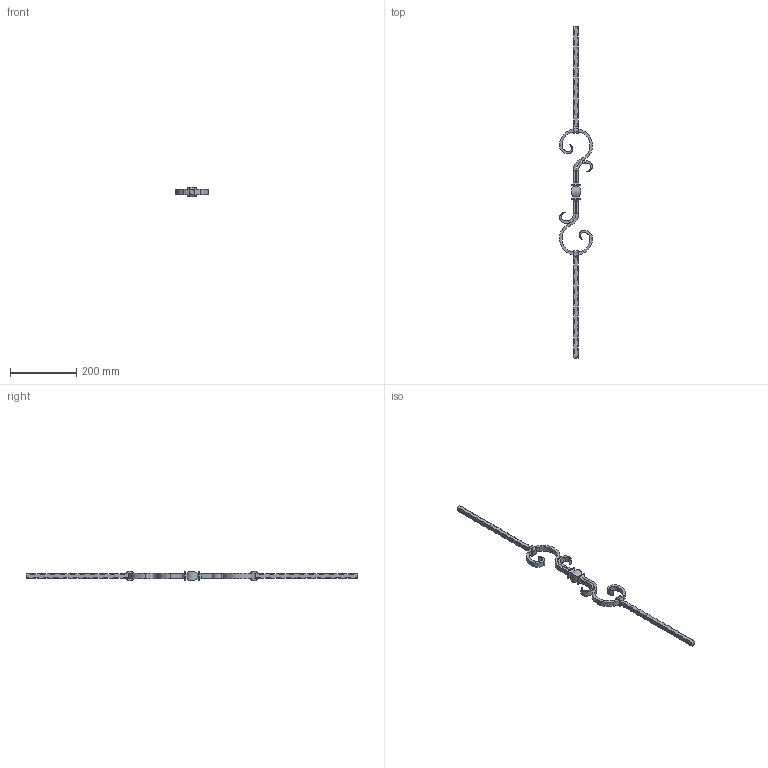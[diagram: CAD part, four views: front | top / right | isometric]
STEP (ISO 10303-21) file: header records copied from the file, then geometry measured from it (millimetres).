
FILE_DESCRIPTION (( 'STEP AP203' ), '1' );
FILE_NAME ('1279.STEP', '2023-06-27T09:30:13', ( '' ), ( '' ), 'SwSTEP 2.0', 'SolidWorks 2018', '' );
FILE_SCHEMA (( 'CONFIG_CONTROL_DESIGN' ));
Length unit declared in the file: millimetre
Products named in the file (1): 1279
Bounding box: 100 x 1000 x 29.99 mm (x, y, z)
Volume: 248279.5 mm3; surface area: 85439.7 mm2
Topology: 3 solids, 3 shells, 452 faces, 1359 edges, 766 vertices
Faces by surface type: plane 215, bspline 95, torus 84, cylinder 50, cone 8
Entity records: 18330 total; most frequent: CARTESIAN_POINT 7531, ORIENTED_EDGE 2398, DIRECTION 1973, EDGE_CURVE 1199, VERTEX_POINT 766, VECTOR 713, LINE 713, AXIS2_PLACEMENT_3D 630
